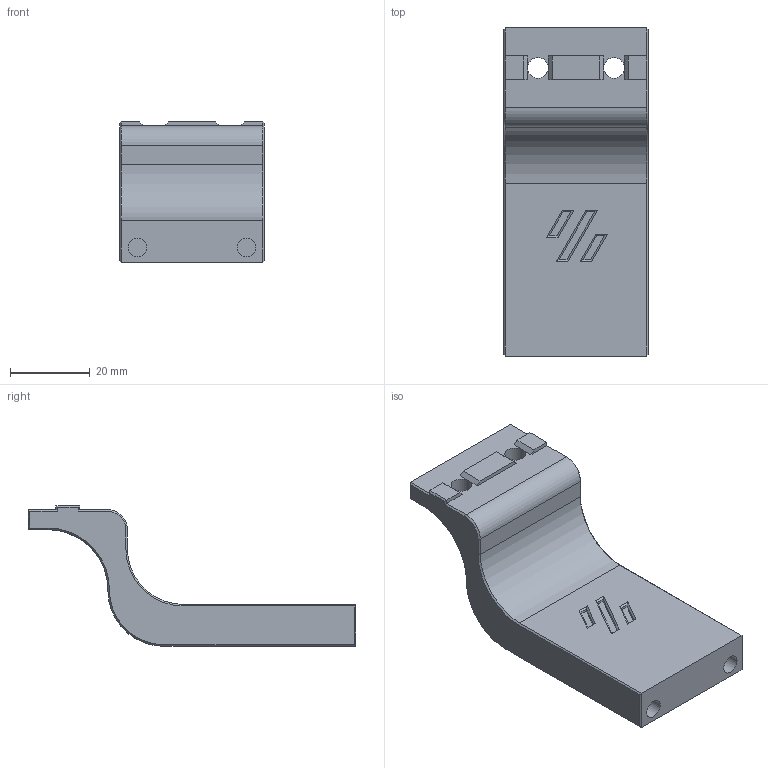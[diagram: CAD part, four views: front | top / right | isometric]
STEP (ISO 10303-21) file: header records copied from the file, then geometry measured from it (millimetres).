
FILE_DESCRIPTION(/* description */ (''),/* implementation_level */ '2;1');
FILE_NAME(/* name */ 'VL Dock.step',/* time_stamp */ '2021-09-14T16:03:30+03:00',/* author */ (''),/* organization */ (''),/* preprocessor_version */ 'ST-DEVELOPER v18.1',/* originating_system */ 'Autodesk Translation Framework v10.10.0.1391',/* authorisation */ '');
FILE_SCHEMA (('AUTOMOTIVE_DESIGN { 1 0 10303 214 3 1 1 }'));
Length unit declared in the file: millimetre
Products named in the file (1): VL Dock
Bounding box: 36.26 x 82.16 x 35.22 mm (x, y, z)
Volume: 31932.2 mm3; surface area: 10368 mm2
Topology: 1 solids, 1 shells, 105 faces, 240 edges, 140 vertices
Faces by surface type: plane 85, cylinder 12, cone 8
Full cylindrical faces by diameter (mm): 4.7 x2, 5.2 x2
Entity records: 2952 total; most frequent: CARTESIAN_POINT 554, ORIENTED_EDGE 480, DIRECTION 478, EDGE_CURVE 240, LINE 206, VECTOR 206, VERTEX_POINT 140, AXIS2_PLACEMENT_3D 136
